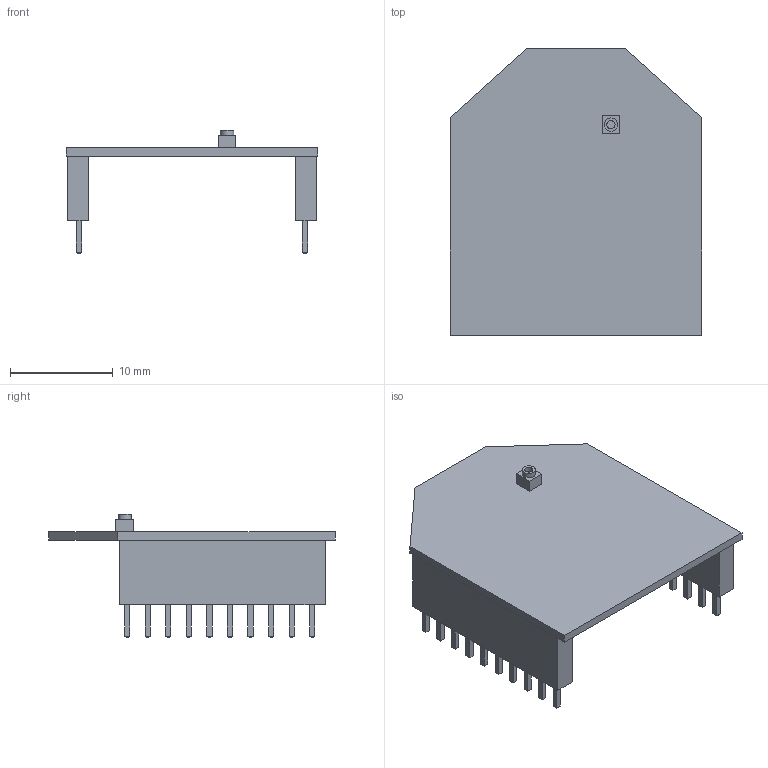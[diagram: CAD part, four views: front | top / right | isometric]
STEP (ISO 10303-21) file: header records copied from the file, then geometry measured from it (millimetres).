
FILE_DESCRIPTION(/* description */ (''),/* implementation_level */ '2;1');
FILE_NAME(/* name */ 'Xbee.stp',/* time_stamp */ '2019-08-29T17:05:48+02:00',/* author */ ('dimercur'),/* organization */ (''),/* preprocessor_version */ 'ST-DEVELOPER v17',/* originating_system */ 'Autodesk Inventor 2019',/* authorisation */ '');
FILE_SCHEMA (('AUTOMOTIVE_DESIGN { 1 0 10303 214 3 1 1 }'));
Length unit declared in the file: millimetre
Products named in the file (1): Xbee
Bounding box: 24.5 x 27.9 x 12 mm (x, y, z)
Volume: 1030.9 mm3; surface area: 2035 mm2
Topology: 1 solids, 1 shells, 207 faces, 460 edges, 280 vertices
Faces by surface type: plane 205, cylinder 2
Full cylindrical faces by diameter (mm): 0.8 x1, 1.3 x1
Entity records: 5757 total; most frequent: CARTESIAN_POINT 948, ORIENTED_EDGE 920, DIRECTION 880, EDGE_CURVE 460, LINE 456, VECTOR 456, VERTEX_POINT 280, EDGE_LOOP 232
